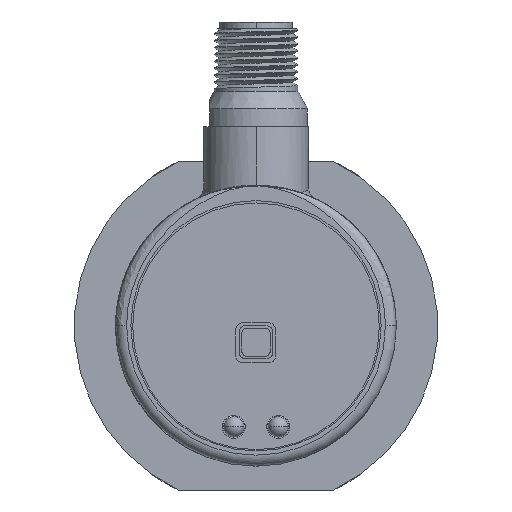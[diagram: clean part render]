
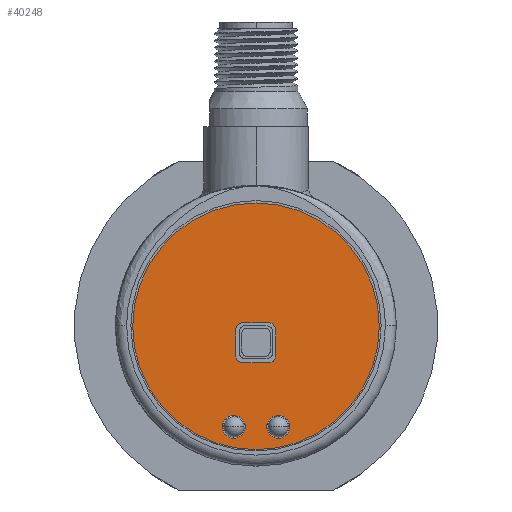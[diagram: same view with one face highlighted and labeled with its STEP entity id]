
A CAD part, front view. The second image highlights one B-rep face of the part: STEP entity #40248.
In plain terms, the highlighted planar face has unit normal (0, -1, 0).
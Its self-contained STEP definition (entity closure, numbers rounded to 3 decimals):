
#39963=CARTESIAN_POINT('',(0.,0.,0.));
#39964=DIRECTION('',(0.,1.,0.));
#39965=DIRECTION('',(1.,0.,0.));
#39966=AXIS2_PLACEMENT_3D('',#39963,#39964,#39965);
#39968=CARTESIAN_POINT('',(0.,0.,0.));
#39969=DIRECTION('',(0.,1.,0.));
#39970=DIRECTION('',(-1.,0.,0.));
#39971=AXIS2_PLACEMENT_3D('',#39968,#39969,#39970);
#39973=DIRECTION('',(-1.,0.,0.));
#39974=VECTOR('',#39973,3.7);
#39975=CARTESIAN_POINT('',(1.8,0.,-5.2));
#39976=LINE('',#39975,#39974);
#39977=DIRECTION('',(0.,0.,-1.));
#39978=VECTOR('',#39977,3.7);
#39979=CARTESIAN_POINT('',(2.8,0.,-0.5));
#39980=LINE('',#39979,#39978);
#39981=DIRECTION('',(1.,0.,0.));
#39982=VECTOR('',#39981,3.7);
#39983=CARTESIAN_POINT('',(-1.9,0.,0.5));
#39984=LINE('',#39983,#39982);
#39985=DIRECTION('',(0.,0.,1.));
#39986=VECTOR('',#39985,3.7);
#39987=CARTESIAN_POINT('',(-2.9,0.,-4.2));
#39988=LINE('',#39987,#39986);
#39989=CARTESIAN_POINT('',(-3.175,0.,-14.4));
#39990=DIRECTION('',(0.,1.,0.));
#39991=DIRECTION('',(1.,0.,0.));
#39992=AXIS2_PLACEMENT_3D('',#39989,#39990,#39991);
#39994=CARTESIAN_POINT('',(-3.175,0.,-14.4));
#39995=DIRECTION('',(0.,1.,0.));
#39996=DIRECTION('',(-1.,0.,0.));
#39997=AXIS2_PLACEMENT_3D('',#39994,#39995,#39996);
#39999=CARTESIAN_POINT('',(3.175,0.,-14.4));
#40000=DIRECTION('',(0.,1.,0.));
#40001=DIRECTION('',(1.,0.,0.));
#40002=AXIS2_PLACEMENT_3D('',#39999,#40000,#40001);
#40004=CARTESIAN_POINT('',(3.175,0.,-14.4));
#40005=DIRECTION('',(0.,1.,0.));
#40006=DIRECTION('',(-1.,0.,0.));
#40007=AXIS2_PLACEMENT_3D('',#40004,#40005,#40006);
#40076=CARTESIAN_POINT('',(1.8,0.,-4.2));
#40077=DIRECTION('',(0.,1.,0.));
#40078=DIRECTION('',(1.,0.,0.));
#40079=AXIS2_PLACEMENT_3D('',#40076,#40077,#40078);
#40094=CARTESIAN_POINT('',(-1.9,0.,-4.2));
#40095=DIRECTION('',(0.,1.,0.));
#40096=DIRECTION('',(0.,0.,-1.));
#40097=AXIS2_PLACEMENT_3D('',#40094,#40095,#40096);
#40112=CARTESIAN_POINT('',(-1.9,0.,-0.5));
#40113=DIRECTION('',(0.,1.,0.));
#40114=DIRECTION('',(-1.,0.,0.));
#40115=AXIS2_PLACEMENT_3D('',#40112,#40113,#40114);
#40130=CARTESIAN_POINT('',(1.8,0.,-0.5));
#40131=DIRECTION('',(0.,1.,0.));
#40132=DIRECTION('',(0.,0.,1.));
#40133=AXIS2_PLACEMENT_3D('',#40130,#40131,#40132);
#40151=CARTESIAN_POINT('',(17.65,0.,0.));
#40152=CARTESIAN_POINT('',(-17.65,0.,0.));
#40153=VERTEX_POINT('',#40151);
#40154=VERTEX_POINT('',#40152);
#40160=CARTESIAN_POINT('',(-2.9,0.,-4.2));
#40162=VERTEX_POINT('',#40160);
#40164=CARTESIAN_POINT('',(-1.9,0.,-5.2));
#40166=VERTEX_POINT('',#40164);
#40168=CARTESIAN_POINT('',(1.8,0.,-5.2));
#40170=VERTEX_POINT('',#40168);
#40172=CARTESIAN_POINT('',(2.8,0.,-4.2));
#40174=VERTEX_POINT('',#40172);
#40176=CARTESIAN_POINT('',(2.8,0.,-0.5));
#40178=VERTEX_POINT('',#40176);
#40180=CARTESIAN_POINT('',(1.8,0.,0.5));
#40182=VERTEX_POINT('',#40180);
#40184=CARTESIAN_POINT('',(-1.9,0.,0.5));
#40186=VERTEX_POINT('',#40184);
#40188=CARTESIAN_POINT('',(-2.9,0.,-0.5));
#40190=VERTEX_POINT('',#40188);
#40191=CARTESIAN_POINT('',(-1.525,0.,-14.4));
#40192=CARTESIAN_POINT('',(-4.825,0.,-14.4));
#40193=VERTEX_POINT('',#40191);
#40194=VERTEX_POINT('',#40192);
#40195=CARTESIAN_POINT('',(4.825,0.,-14.4));
#40196=CARTESIAN_POINT('',(1.525,0.,-14.4));
#40197=VERTEX_POINT('',#40195);
#40198=VERTEX_POINT('',#40196);
#40207=CARTESIAN_POINT('',(0.,0.,0.));
#40208=DIRECTION('',(0.,1.,0.));
#40209=DIRECTION('',(1.,0.,0.));
#40210=AXIS2_PLACEMENT_3D('',#40207,#40208,#40209);
#40211=PLANE('',#40210);
#40213=ORIENTED_EDGE('',*,*,#40212,.T.);
#40215=ORIENTED_EDGE('',*,*,#40214,.T.);
#40216=EDGE_LOOP('',(#40213,#40215));
#40217=FACE_OUTER_BOUND('',#40216,.F.);
#40219=ORIENTED_EDGE('',*,*,#40218,.F.);
#40221=ORIENTED_EDGE('',*,*,#40220,.F.);
#40223=ORIENTED_EDGE('',*,*,#40222,.F.);
#40225=ORIENTED_EDGE('',*,*,#40224,.F.);
#40227=ORIENTED_EDGE('',*,*,#40226,.F.);
#40229=ORIENTED_EDGE('',*,*,#40228,.F.);
#40231=ORIENTED_EDGE('',*,*,#40230,.F.);
#40233=ORIENTED_EDGE('',*,*,#40232,.F.);
#40234=EDGE_LOOP('',(#40219,#40221,#40223,#40225,#40227,#40229,#40231,#40233));
#40235=FACE_BOUND('',#40234,.F.);
#40237=ORIENTED_EDGE('',*,*,#40236,.F.);
#40239=ORIENTED_EDGE('',*,*,#40238,.F.);
#40240=EDGE_LOOP('',(#40237,#40239));
#40241=FACE_BOUND('',#40240,.F.);
#40243=ORIENTED_EDGE('',*,*,#40242,.F.);
#40245=ORIENTED_EDGE('',*,*,#40244,.F.);
#40246=EDGE_LOOP('',(#40243,#40245));
#40247=FACE_BOUND('',#40246,.F.);
#40248=ADVANCED_FACE('',(#40217,#40235,#40241,#40247),#40211,.F.);
#39967=CIRCLE('',#39966,17.65);
#39972=CIRCLE('',#39971,17.65);
#39993=CIRCLE('',#39992,1.65);
#39998=CIRCLE('',#39997,1.65);
#40003=CIRCLE('',#40002,1.65);
#40008=CIRCLE('',#40007,1.65);
#40080=CIRCLE('',#40079,1.);
#40098=CIRCLE('',#40097,1.);
#40116=CIRCLE('',#40115,1.);
#40134=CIRCLE('',#40133,1.);
#40212=EDGE_CURVE('',#40153,#40154,#39967,.T.);
#40214=EDGE_CURVE('',#40154,#40153,#39972,.T.);
#40218=EDGE_CURVE('',#40170,#40166,#39976,.T.);
#40220=EDGE_CURVE('',#40174,#40170,#40080,.T.);
#40222=EDGE_CURVE('',#40178,#40174,#39980,.T.);
#40224=EDGE_CURVE('',#40182,#40178,#40134,.T.);
#40226=EDGE_CURVE('',#40186,#40182,#39984,.T.);
#40228=EDGE_CURVE('',#40190,#40186,#40116,.T.);
#40230=EDGE_CURVE('',#40162,#40190,#39988,.T.);
#40232=EDGE_CURVE('',#40166,#40162,#40098,.T.);
#40236=EDGE_CURVE('',#40193,#40194,#39993,.T.);
#40238=EDGE_CURVE('',#40194,#40193,#39998,.T.);
#40242=EDGE_CURVE('',#40197,#40198,#40003,.T.);
#40244=EDGE_CURVE('',#40198,#40197,#40008,.T.);
